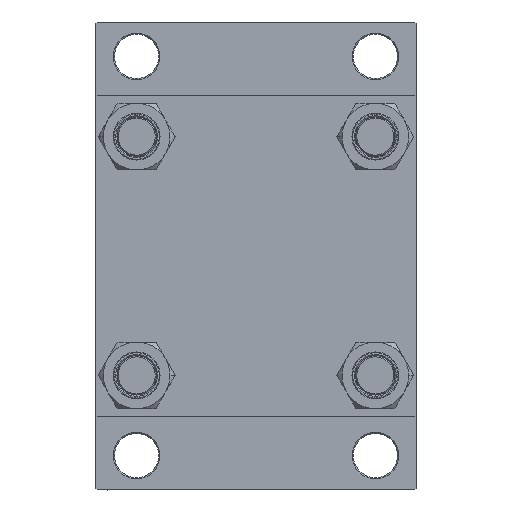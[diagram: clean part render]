
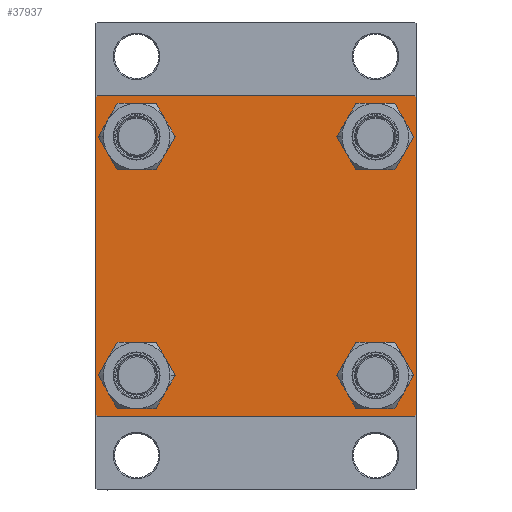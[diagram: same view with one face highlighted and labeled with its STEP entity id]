
A CAD part, left-side view. The second image highlights one B-rep face of the part: STEP entity #37937.
In plain terms, the highlighted planar face has unit normal (-1, 0, 0).
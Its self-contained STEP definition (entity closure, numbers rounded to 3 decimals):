
#303 = FACE_BOUND ( 'NONE', #8899, .T. ) ;
#459 = DIRECTION ( 'NONE',  ( 1., 0., 0. ) ) ;
#518 = EDGE_CURVE ( 'NONE', #41823, #46216, #31897, .T. ) ;
#699 = CARTESIAN_POINT ( 'NONE',  ( 0., 65., -64.5 ) ) ;
#928 = DIRECTION ( 'NONE',  ( 0., 0., 1. ) ) ;
#1017 = DIRECTION ( 'NONE',  ( 0., 0., 1. ) ) ;
#1255 = CARTESIAN_POINT ( 'NONE',  ( 0., 48.45, -39.95 ) ) ;
#1427 = ORIENTED_EDGE ( 'NONE', *, *, #45727, .T. ) ;
#1542 = CARTESIAN_POINT ( 'NONE',  ( 0., -65., 64.5 ) ) ;
#1568 = CARTESIAN_POINT ( 'NONE',  ( 0., 65., 65. ) ) ;
#1682 = EDGE_LOOP ( 'NONE', ( #11187, #36615 ) ) ;
#2360 = EDGE_CURVE ( 'NONE', #42489, #22566, #37811, .T. ) ;
#2671 = DIRECTION ( 'NONE',  ( 0., -1., 0. ) ) ;
#2815 = ORIENTED_EDGE ( 'NONE', *, *, #5677, .F. ) ;
#3934 = VERTEX_POINT ( 'NONE', #31595 ) ;
#4175 = DIRECTION ( 'NONE',  ( 0., 0., 1. ) ) ;
#5178 = AXIS2_PLACEMENT_3D ( 'NONE', #6440, #46220, #6681 ) ;
#5198 = VECTOR ( 'NONE', #37782, 1000. ) ;
#5503 = ORIENTED_EDGE ( 'NONE', *, *, #23689, .F. ) ;
#5677 = EDGE_CURVE ( 'NONE', #27189, #26609, #41832, .T. ) ;
#6440 = CARTESIAN_POINT ( 'NONE',  ( 0., -48.45, -48.45 ) ) ;
#6638 = CARTESIAN_POINT ( 'NONE',  ( 0., -48.45, 56.95 ) ) ;
#6681 = DIRECTION ( 'NONE',  ( 0., 0., 1. ) ) ;
#6734 = EDGE_CURVE ( 'NONE', #3934, #25224, #36419, .T. ) ;
#7567 = CARTESIAN_POINT ( 'NONE',  ( 0., 65., 65. ) ) ;
#7912 = DIRECTION ( 'NONE',  ( 0., 0., 1. ) ) ;
#8141 = CARTESIAN_POINT ( 'NONE',  ( 0., 64.75, 64.75 ) ) ;
#8207 = VERTEX_POINT ( 'NONE', #1542 ) ;
#8496 = DIRECTION ( 'NONE',  ( 1., 0., 0. ) ) ;
#8533 = DIRECTION ( 'NONE',  ( 1., 0., 0. ) ) ;
#8579 = CARTESIAN_POINT ( 'NONE',  ( 0., -48.45, -56.95 ) ) ;
#8899 = EDGE_LOOP ( 'NONE', ( #10351, #35558 ) ) ;
#8925 = AXIS2_PLACEMENT_3D ( 'NONE', #41533, #8496, #1017 ) ;
#9363 = AXIS2_PLACEMENT_3D ( 'NONE', #30201, #40593, #4175 ) ;
#9543 = CARTESIAN_POINT ( 'NONE',  ( 0., -48.45, 39.95 ) ) ;
#9701 = CIRCLE ( 'NONE', #8925, 8.5 ) ;
#9970 = LINE ( 'NONE', #32131, #21321 ) ;
#10351 = ORIENTED_EDGE ( 'NONE', *, *, #18303, .T. ) ;
#10435 = DIRECTION ( 'NONE',  ( 0., 0., -1. ) ) ;
#11187 = ORIENTED_EDGE ( 'NONE', *, *, #43341, .T. ) ;
#11406 = DIRECTION ( 'NONE',  ( 0., 0., 1. ) ) ;
#11534 = CARTESIAN_POINT ( 'NONE',  ( 0., 48.45, -48.45 ) ) ;
#11821 = ORIENTED_EDGE ( 'NONE', *, *, #25504, .T. ) ;
#12022 = DIRECTION ( 'NONE',  ( 0., 0., 1. ) ) ;
#12651 = AXIS2_PLACEMENT_3D ( 'NONE', #15162, #29869, #928 ) ;
#13082 = ORIENTED_EDGE ( 'NONE', *, *, #44036, .T. ) ;
#13632 = CARTESIAN_POINT ( 'NONE',  ( 0., 64.5, -65. ) ) ;
#14513 = CARTESIAN_POINT ( 'NONE',  ( 0., 48.45, 48.45 ) ) ;
#14784 = DIRECTION ( 'NONE',  ( 0., 0., -1. ) ) ;
#15162 = CARTESIAN_POINT ( 'NONE',  ( 0., -48.45, 48.45 ) ) ;
#15389 = ORIENTED_EDGE ( 'NONE', *, *, #47481, .T. ) ;
#15523 = DIRECTION ( 'NONE',  ( 0., 0., 1. ) ) ;
#16753 = VERTEX_POINT ( 'NONE', #16808 ) ;
#16808 = CARTESIAN_POINT ( 'NONE',  ( 0., 48.45, 39.95 ) ) ;
#17141 = AXIS2_PLACEMENT_3D ( 'NONE', #26972, #459, #12022 ) ;
#17515 = CIRCLE ( 'NONE', #5178, 8.5 ) ;
#17823 = VERTEX_POINT ( 'NONE', #13632 ) ;
#18303 = EDGE_CURVE ( 'NONE', #33459, #16753, #29623, .T. ) ;
#18444 = CARTESIAN_POINT ( 'NONE',  ( 0., -64.5, -65. ) ) ;
#18732 = EDGE_CURVE ( 'NONE', #36131, #32147, #37291, .T. ) ;
#19115 = LINE ( 'NONE', #7567, #35117 ) ;
#19205 = LINE ( 'NONE', #33674, #45491 ) ;
#19976 = CARTESIAN_POINT ( 'NONE',  ( 0., 65., 64.5 ) ) ;
#20704 = EDGE_LOOP ( 'NONE', ( #13082, #30617, #1427, #34418, #5503, #36840, #2815, #15389 ) ) ;
#21159 = CARTESIAN_POINT ( 'NONE',  ( 0., 48.45, 56.95 ) ) ;
#21321 = VECTOR ( 'NONE', #10435, 1000. ) ;
#21768 = FACE_BOUND ( 'NONE', #33941, .T. ) ;
#22009 = PLANE ( 'NONE',  #32741 ) ;
#22566 = VERTEX_POINT ( 'NONE', #8579 ) ;
#23689 = EDGE_CURVE ( 'NONE', #8207, #46216, #9970, .T. ) ;
#24380 = LINE ( 'NONE', #35465, #33664 ) ;
#25072 = LINE ( 'NONE', #25544, #36924 ) ;
#25224 = VERTEX_POINT ( 'NONE', #1255 ) ;
#25504 = EDGE_CURVE ( 'NONE', #22566, #42489, #17515, .T. ) ;
#25544 = CARTESIAN_POINT ( 'NONE',  ( 0., -64.75, 64.75 ) ) ;
#25894 = ORIENTED_EDGE ( 'NONE', *, *, #39171, .T. ) ;
#26396 = CARTESIAN_POINT ( 'NONE',  ( 0., 48.45, 48.45 ) ) ;
#26609 = VERTEX_POINT ( 'NONE', #31933 ) ;
#26972 = CARTESIAN_POINT ( 'NONE',  ( 0., 48.45, -48.45 ) ) ;
#27189 = VERTEX_POINT ( 'NONE', #40962 ) ;
#28571 = VECTOR ( 'NONE', #46856, 1000. ) ;
#28664 = ORIENTED_EDGE ( 'NONE', *, *, #2360, .T. ) ;
#28932 = CIRCLE ( 'NONE', #38140, 8.5 ) ;
#29277 = ORIENTED_EDGE ( 'NONE', *, *, #6734, .T. ) ;
#29623 = CIRCLE ( 'NONE', #41151, 8.5 ) ;
#29715 = FACE_OUTER_BOUND ( 'NONE', #20704, .T. ) ;
#29869 = DIRECTION ( 'NONE',  ( 1., 0., 0. ) ) ;
#30080 = DIRECTION ( 'NONE',  ( 1., 0., 0. ) ) ;
#30201 = CARTESIAN_POINT ( 'NONE',  ( 0., -48.45, -48.45 ) ) ;
#30269 = DIRECTION ( 'NONE',  ( 0., -1., 0. ) ) ;
#30617 = ORIENTED_EDGE ( 'NONE', *, *, #34362, .T. ) ;
#30643 = EDGE_CURVE ( 'NONE', #8207, #26609, #25072, .T. ) ;
#31595 = CARTESIAN_POINT ( 'NONE',  ( 0., 48.45, -56.95 ) ) ;
#31897 = LINE ( 'NONE', #32609, #28571 ) ;
#31933 = CARTESIAN_POINT ( 'NONE',  ( 0., -64.5, 65. ) ) ;
#32131 = CARTESIAN_POINT ( 'NONE',  ( 0., -65., 65. ) ) ;
#32147 = VERTEX_POINT ( 'NONE', #6638 ) ;
#32527 = DIRECTION ( 'NONE',  ( 0., 0.707, 0.707 ) ) ;
#32575 = VERTEX_POINT ( 'NONE', #699 ) ;
#32609 = CARTESIAN_POINT ( 'NONE',  ( 0., -64.75, -64.75 ) ) ;
#32741 = AXIS2_PLACEMENT_3D ( 'NONE', #44432, #41047, #11406 ) ;
#33198 = DIRECTION ( 'NONE',  ( 0., -0.707, -0.707 ) ) ;
#33329 = FACE_BOUND ( 'NONE', #1682, .T. ) ;
#33459 = VERTEX_POINT ( 'NONE', #21159 ) ;
#33664 = VECTOR ( 'NONE', #2671, 1000. ) ;
#33674 = CARTESIAN_POINT ( 'NONE',  ( 0., 64.75, -64.75 ) ) ;
#33941 = EDGE_LOOP ( 'NONE', ( #28664, #11821 ) ) ;
#34362 = EDGE_CURVE ( 'NONE', #32575, #17823, #19205, .T. ) ;
#34418 = ORIENTED_EDGE ( 'NONE', *, *, #518, .T. ) ;
#35117 = VECTOR ( 'NONE', #14784, 1000. ) ;
#35465 = CARTESIAN_POINT ( 'NONE',  ( 0., 65., -65. ) ) ;
#35558 = ORIENTED_EDGE ( 'NONE', *, *, #36393, .T. ) ;
#36131 = VERTEX_POINT ( 'NONE', #9543 ) ;
#36393 = EDGE_CURVE ( 'NONE', #16753, #33459, #39645, .T. ) ;
#36419 = CIRCLE ( 'NONE', #17141, 8.5 ) ;
#36598 = CARTESIAN_POINT ( 'NONE',  ( 0., -65., -64.5 ) ) ;
#36615 = ORIENTED_EDGE ( 'NONE', *, *, #18732, .T. ) ;
#36840 = ORIENTED_EDGE ( 'NONE', *, *, #30643, .T. ) ;
#36924 = VECTOR ( 'NONE', #32527, 1000. ) ;
#36936 = DIRECTION ( 'NONE',  ( 0., 0., 1. ) ) ;
#37291 = CIRCLE ( 'NONE', #12651, 8.5 ) ;
#37782 = DIRECTION ( 'NONE',  ( 0., 0.707, -0.707 ) ) ;
#37811 = CIRCLE ( 'NONE', #9363, 8.5 ) ;
#37937 = ADVANCED_FACE ( 'NONE', ( #33329, #21768, #40578, #303, #29715 ), #22009, .T. ) ;
#38012 = LINE ( 'NONE', #8141, #5198 ) ;
#38140 = AXIS2_PLACEMENT_3D ( 'NONE', #11534, #30080, #7912 ) ;
#39171 = EDGE_CURVE ( 'NONE', #25224, #3934, #28932, .T. ) ;
#39645 = CIRCLE ( 'NONE', #46550, 8.5 ) ;
#39841 = DIRECTION ( 'NONE',  ( 1., 0., 0. ) ) ;
#40578 = FACE_BOUND ( 'NONE', #41072, .T. ) ;
#40593 = DIRECTION ( 'NONE',  ( 1., 0., 0. ) ) ;
#40962 = CARTESIAN_POINT ( 'NONE',  ( 0., 64.5, 65. ) ) ;
#41047 = DIRECTION ( 'NONE',  ( -1., 0., 0. ) ) ;
#41072 = EDGE_LOOP ( 'NONE', ( #25894, #29277 ) ) ;
#41151 = AXIS2_PLACEMENT_3D ( 'NONE', #14513, #39841, #36936 ) ;
#41533 = CARTESIAN_POINT ( 'NONE',  ( 0., -48.45, 48.45 ) ) ;
#41823 = VERTEX_POINT ( 'NONE', #18444 ) ;
#41832 = LINE ( 'NONE', #1568, #47072 ) ;
#42489 = VERTEX_POINT ( 'NONE', #43833 ) ;
#43341 = EDGE_CURVE ( 'NONE', #32147, #36131, #9701, .T. ) ;
#43833 = CARTESIAN_POINT ( 'NONE',  ( 0., -48.45, -39.95 ) ) ;
#44036 = EDGE_CURVE ( 'NONE', #47296, #32575, #19115, .T. ) ;
#44432 = CARTESIAN_POINT ( 'NONE',  ( 0., 0., 0. ) ) ;
#45491 = VECTOR ( 'NONE', #33198, 1000. ) ;
#45727 = EDGE_CURVE ( 'NONE', #17823, #41823, #24380, .T. ) ;
#46216 = VERTEX_POINT ( 'NONE', #36598 ) ;
#46220 = DIRECTION ( 'NONE',  ( 1., 0., 0. ) ) ;
#46550 = AXIS2_PLACEMENT_3D ( 'NONE', #26396, #8533, #15523 ) ;
#46856 = DIRECTION ( 'NONE',  ( 0., -0.707, 0.707 ) ) ;
#47072 = VECTOR ( 'NONE', #30269, 1000. ) ;
#47296 = VERTEX_POINT ( 'NONE', #19976 ) ;
#47481 = EDGE_CURVE ( 'NONE', #27189, #47296, #38012, .T. ) ;
